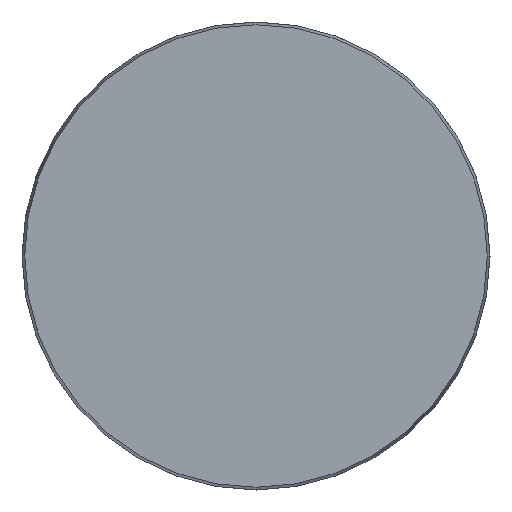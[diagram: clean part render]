
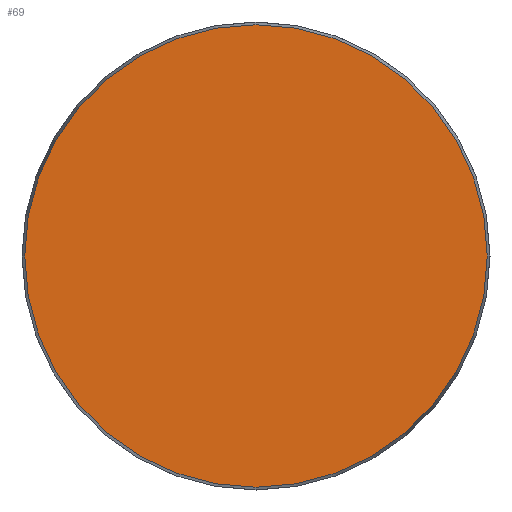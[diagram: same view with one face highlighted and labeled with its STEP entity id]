
A CAD part, front view. The second image highlights one B-rep face of the part: STEP entity #69.
In plain terms, the highlighted planar face has unit normal (0, -1, 0).
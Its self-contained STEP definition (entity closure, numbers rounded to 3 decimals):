
#2 = AXIS2_PLACEMENT_3D ( 'NONE', #50, #430, #24 ) ;
#24 = DIRECTION ( 'NONE',  ( 0., 0., -1. ) ) ;
#50 = CARTESIAN_POINT ( 'NONE',  ( 0., 0., 0. ) ) ;
#64 = FACE_OUTER_BOUND ( 'NONE', #499, .T. ) ;
#69 = ADVANCED_FACE ( 'NONE', ( #64 ), #399, .F. ) ;
#127 = CARTESIAN_POINT ( 'NONE',  ( 0., 0., -48.425 ) ) ;
#214 = EDGE_CURVE ( 'NONE', #403, #403, #321, .T. ) ;
#321 = CIRCLE ( 'NONE', #2, 48.425 ) ;
#341 = DIRECTION ( 'NONE',  ( 0., 0., 1. ) ) ;
#365 = ORIENTED_EDGE ( 'NONE', *, *, #214, .T. ) ;
#376 = CARTESIAN_POINT ( 'NONE',  ( -48.425, 0., 0. ) ) ;
#399 = PLANE ( 'NONE',  #478 ) ;
#403 = VERTEX_POINT ( 'NONE', #127 ) ;
#410 = DIRECTION ( 'NONE',  ( 0., 1., 0. ) ) ;
#430 = DIRECTION ( 'NONE',  ( 0., -1., 0. ) ) ;
#478 = AXIS2_PLACEMENT_3D ( 'NONE', #376, #410, #341 ) ;
#499 = EDGE_LOOP ( 'NONE', ( #365 ) ) ;
